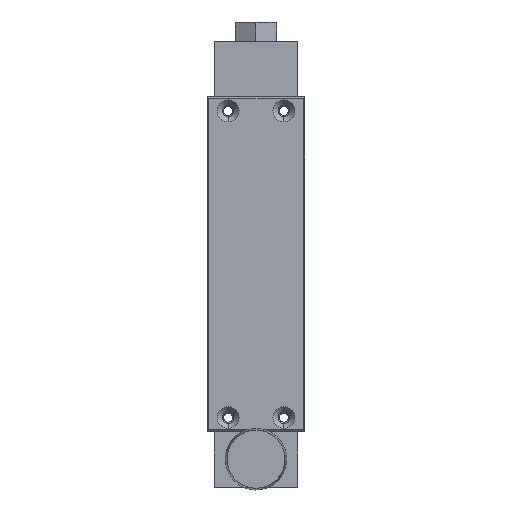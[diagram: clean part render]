
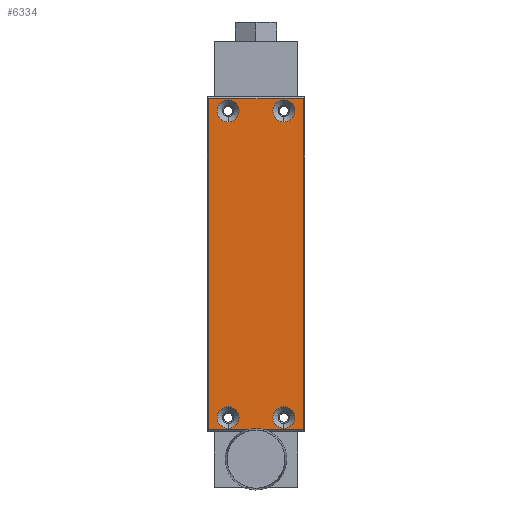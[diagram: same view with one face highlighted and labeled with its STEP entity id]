
A CAD part, top view. The second image highlights one B-rep face of the part: STEP entity #6334.
In plain terms, the highlighted planar face has unit normal (0, 0, 1).
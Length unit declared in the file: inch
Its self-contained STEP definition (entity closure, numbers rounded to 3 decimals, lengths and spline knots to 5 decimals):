
#157 = AXIS2_PLACEMENT_3D ( 'NONE', #3378, #8646, #4124 ) ;
#429 = CARTESIAN_POINT ( 'NONE',  ( -0.5, 1.0545, 0.875 ) ) ;
#577 = DIRECTION ( 'NONE',  ( 0., 1., 0. ) ) ;
#585 = EDGE_CURVE ( 'NONE', #7939, #6799, #8759, .T. ) ;
#782 = DIRECTION ( 'NONE',  ( 0., 0., -1. ) ) ;
#787 = CIRCLE ( 'NONE', #1613, 0.1955 ) ;
#938 = CARTESIAN_POINT ( 'NONE',  ( 0.5, 1.25, 0.875 ) ) ;
#949 = AXIS2_PLACEMENT_3D ( 'NONE', #4476, #1444, #6768 ) ;
#1046 = FACE_BOUND ( 'NONE', #7933, .T. ) ;
#1115 = CIRCLE ( 'NONE', #2282, 0.1955 ) ;
#1158 = ORIENTED_EDGE ( 'NONE', *, *, #585, .T. ) ;
#1170 = CARTESIAN_POINT ( 'NONE',  ( -0.5, 1.25, 0.875 ) ) ;
#1227 = DIRECTION ( 'NONE',  ( 0., 0., -1. ) ) ;
#1229 = AXIS2_PLACEMENT_3D ( 'NONE', #938, #6233, #1690 ) ;
#1443 = LINE ( 'NONE', #8976, #5464 ) ;
#1444 = DIRECTION ( 'NONE',  ( 0., 0., 1. ) ) ;
#1458 = VERTEX_POINT ( 'NONE', #4931 ) ;
#1476 = EDGE_CURVE ( 'NONE', #2413, #2953, #1617, .T. ) ;
#1553 = EDGE_LOOP ( 'NONE', ( #9076, #8182 ) ) ;
#1613 = AXIS2_PLACEMENT_3D ( 'NONE', #6789, #2273, #7565 ) ;
#1617 = LINE ( 'NONE', #5059, #3666 ) ;
#1690 = DIRECTION ( 'NONE',  ( 0., 1., 0. ) ) ;
#1840 = EDGE_CURVE ( 'NONE', #2953, #9505, #5057, .T. ) ;
#1860 = VERTEX_POINT ( 'NONE', #3730 ) ;
#1941 = DIRECTION ( 'NONE',  ( 0., 1., 0. ) ) ;
#2067 = ORIENTED_EDGE ( 'NONE', *, *, #1476, .T. ) ;
#2096 = ORIENTED_EDGE ( 'NONE', *, *, #2400, .T. ) ;
#2212 = CIRCLE ( 'NONE', #5835, 0.1955 ) ;
#2220 = ORIENTED_EDGE ( 'NONE', *, *, #9229, .T. ) ;
#2273 = DIRECTION ( 'NONE',  ( 0., 0., -1. ) ) ;
#2282 = AXIS2_PLACEMENT_3D ( 'NONE', #5772, #1227, #6548 ) ;
#2400 = EDGE_CURVE ( 'NONE', #8689, #1458, #3080, .T. ) ;
#2404 = CARTESIAN_POINT ( 'NONE',  ( 0.875, 1.03125, 0.875 ) ) ;
#2413 = VERTEX_POINT ( 'NONE', #6358 ) ;
#2653 = CARTESIAN_POINT ( 'NONE',  ( -0.5, 1.4455, 0.875 ) ) ;
#2684 = EDGE_LOOP ( 'NONE', ( #3973, #7340, #2067, #6767 ) ) ;
#2821 = EDGE_CURVE ( 'NONE', #1458, #8689, #2212, .T. ) ;
#2837 = VERTEX_POINT ( 'NONE', #9393 ) ;
#2953 = VERTEX_POINT ( 'NONE', #9559 ) ;
#3013 = ORIENTED_EDGE ( 'NONE', *, *, #8644, .T. ) ;
#3080 = CIRCLE ( 'NONE', #157, 0.1955 ) ;
#3122 = FACE_BOUND ( 'NONE', #5145, .T. ) ;
#3124 = EDGE_CURVE ( 'NONE', #7022, #9763, #7525, .T. ) ;
#3349 = AXIS2_PLACEMENT_3D ( 'NONE', #4501, #782, #577 ) ;
#3378 = CARTESIAN_POINT ( 'NONE',  ( 0.5, 6.75, 0.875 ) ) ;
#3403 = CARTESIAN_POINT ( 'NONE',  ( 0.5, 6.75, 0.875 ) ) ;
#3513 = LINE ( 'NONE', #2404, #8834 ) ;
#3582 = CARTESIAN_POINT ( 'NONE',  ( -0.5, 6.75, 0.875 ) ) ;
#3622 = CARTESIAN_POINT ( 'NONE',  ( 0.5, 1.4455, 0.875 ) ) ;
#3666 = VECTOR ( 'NONE', #7975, 39.37008 ) ;
#3729 = EDGE_CURVE ( 'NONE', #9505, #2837, #1443, .T. ) ;
#3730 = CARTESIAN_POINT ( 'NONE',  ( 0.5, 1.0545, 0.875 ) ) ;
#3835 = CARTESIAN_POINT ( 'NONE',  ( -0.5, 6.9455, 0.875 ) ) ;
#3973 = ORIENTED_EDGE ( 'NONE', *, *, #3729, .T. ) ;
#4124 = DIRECTION ( 'NONE',  ( 0., 1., 0. ) ) ;
#4156 = DIRECTION ( 'NONE',  ( 0., 1., 0. ) ) ;
#4261 = EDGE_LOOP ( 'NONE', ( #2220, #1158 ) ) ;
#4336 = DIRECTION ( 'NONE',  ( 0., 1., 0. ) ) ;
#4393 = CARTESIAN_POINT ( 'NONE',  ( 0.5, 6.5545, 0.875 ) ) ;
#4459 = DIRECTION ( 'NONE',  ( 0., -1., 0. ) ) ;
#4476 = CARTESIAN_POINT ( 'NONE',  ( 0.875, 4., 0.875 ) ) ;
#4501 = CARTESIAN_POINT ( 'NONE',  ( -0.5, 6.75, 0.875 ) ) ;
#4696 = CIRCLE ( 'NONE', #7731, 0.1955 ) ;
#4720 = ORIENTED_EDGE ( 'NONE', *, *, #2821, .T. ) ;
#4931 = CARTESIAN_POINT ( 'NONE',  ( 0.5, 6.9455, 0.875 ) ) ;
#5057 = LINE ( 'NONE', #8215, #8861 ) ;
#5059 = CARTESIAN_POINT ( 'NONE',  ( 0.84375, 4., 0.875 ) ) ;
#5062 = EDGE_CURVE ( 'NONE', #5225, #1860, #9359, .T. ) ;
#5145 = EDGE_LOOP ( 'NONE', ( #3013, #9050 ) ) ;
#5208 = CARTESIAN_POINT ( 'NONE',  ( -0.5, 6.5545, 0.875 ) ) ;
#5225 = VERTEX_POINT ( 'NONE', #3622 ) ;
#5237 = PLANE ( 'NONE',  #949 ) ;
#5464 = VECTOR ( 'NONE', #4459, 39.37008 ) ;
#5772 = CARTESIAN_POINT ( 'NONE',  ( -0.5, 1.25, 0.875 ) ) ;
#5835 = AXIS2_PLACEMENT_3D ( 'NONE', #3403, #8675, #4156 ) ;
#6233 = DIRECTION ( 'NONE',  ( 0., 0., -1. ) ) ;
#6312 = AXIS2_PLACEMENT_3D ( 'NONE', #1170, #6485, #1941 ) ;
#6334 = ADVANCED_FACE ( 'NONE', ( #3122, #9344, #7097, #1046, #8898 ), #5237, .T. ) ;
#6358 = CARTESIAN_POINT ( 'NONE',  ( 0.84375, 1.03125, 0.875 ) ) ;
#6485 = DIRECTION ( 'NONE',  ( 0., 0., -1. ) ) ;
#6548 = DIRECTION ( 'NONE',  ( 0., 1., 0. ) ) ;
#6767 = ORIENTED_EDGE ( 'NONE', *, *, #1840, .T. ) ;
#6768 = DIRECTION ( 'NONE',  ( 1., 0., 0. ) ) ;
#6789 = CARTESIAN_POINT ( 'NONE',  ( 0.5, 1.25, 0.875 ) ) ;
#6799 = VERTEX_POINT ( 'NONE', #3835 ) ;
#7022 = VERTEX_POINT ( 'NONE', #429 ) ;
#7097 = FACE_BOUND ( 'NONE', #4261, .T. ) ;
#7340 = ORIENTED_EDGE ( 'NONE', *, *, #8940, .T. ) ;
#7525 = CIRCLE ( 'NONE', #6312, 0.1955 ) ;
#7565 = DIRECTION ( 'NONE',  ( 0., 1., 0. ) ) ;
#7731 = AXIS2_PLACEMENT_3D ( 'NONE', #3582, #8862, #4336 ) ;
#7933 = EDGE_LOOP ( 'NONE', ( #4720, #2096 ) ) ;
#7939 = VERTEX_POINT ( 'NONE', #5208 ) ;
#7959 = EDGE_CURVE ( 'NONE', #1860, #5225, #787, .T. ) ;
#7975 = DIRECTION ( 'NONE',  ( 0., 1., 0. ) ) ;
#8182 = ORIENTED_EDGE ( 'NONE', *, *, #7959, .T. ) ;
#8215 = CARTESIAN_POINT ( 'NONE',  ( 0.875, 6.96875, 0.875 ) ) ;
#8644 = EDGE_CURVE ( 'NONE', #9763, #7022, #1115, .T. ) ;
#8646 = DIRECTION ( 'NONE',  ( 0., 0., -1. ) ) ;
#8675 = DIRECTION ( 'NONE',  ( 0., 0., -1. ) ) ;
#8689 = VERTEX_POINT ( 'NONE', #4393 ) ;
#8759 = CIRCLE ( 'NONE', #3349, 0.1955 ) ;
#8817 = CARTESIAN_POINT ( 'NONE',  ( -0.84375, 6.96875, 0.875 ) ) ;
#8834 = VECTOR ( 'NONE', #9222, 39.37008 ) ;
#8861 = VECTOR ( 'NONE', #9723, 39.37008 ) ;
#8862 = DIRECTION ( 'NONE',  ( 0., 0., -1. ) ) ;
#8898 = FACE_OUTER_BOUND ( 'NONE', #2684, .T. ) ;
#8940 = EDGE_CURVE ( 'NONE', #2837, #2413, #3513, .T. ) ;
#8976 = CARTESIAN_POINT ( 'NONE',  ( -0.84375, 4., 0.875 ) ) ;
#9050 = ORIENTED_EDGE ( 'NONE', *, *, #3124, .T. ) ;
#9076 = ORIENTED_EDGE ( 'NONE', *, *, #5062, .T. ) ;
#9222 = DIRECTION ( 'NONE',  ( 1., 0., 0. ) ) ;
#9229 = EDGE_CURVE ( 'NONE', #6799, #7939, #4696, .T. ) ;
#9344 = FACE_BOUND ( 'NONE', #1553, .T. ) ;
#9359 = CIRCLE ( 'NONE', #1229, 0.1955 ) ;
#9393 = CARTESIAN_POINT ( 'NONE',  ( -0.84375, 1.03125, 0.875 ) ) ;
#9505 = VERTEX_POINT ( 'NONE', #8817 ) ;
#9559 = CARTESIAN_POINT ( 'NONE',  ( 0.84375, 6.96875, 0.875 ) ) ;
#9723 = DIRECTION ( 'NONE',  ( -1., 0., 0. ) ) ;
#9763 = VERTEX_POINT ( 'NONE', #2653 ) ;
